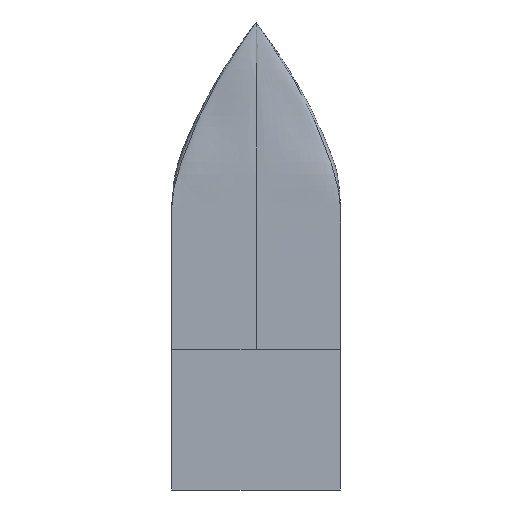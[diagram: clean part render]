
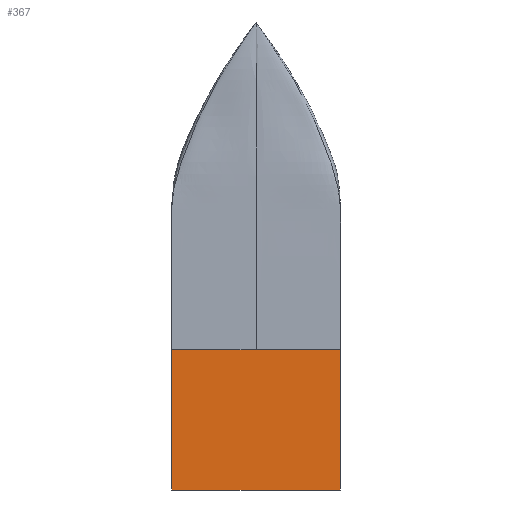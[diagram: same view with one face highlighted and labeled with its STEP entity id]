
A CAD part, top view. The second image highlights one B-rep face of the part: STEP entity #367.
In plain terms, the highlighted planar face has unit normal (0, 0, 1).
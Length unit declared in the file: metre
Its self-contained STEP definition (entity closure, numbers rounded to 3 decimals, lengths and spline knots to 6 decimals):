
#21=PLANE('',#386);
#26=LINE('',#2158,#46);
#27=LINE('',#2160,#47);
#36=LINE('',#2188,#56);
#40=LINE('',#4158,#60);
#41=LINE('',#4859,#61);
#42=LINE('',#9167,#62);
#46=VECTOR('',#392,0.01);
#47=VECTOR('',#393,0.01);
#56=VECTOR('',#408,0.01);
#60=VECTOR('',#412,0.01);
#61=VECTOR('',#413,0.01);
#62=VECTOR('',#416,0.01);
#81=FACE_OUTER_BOUND('',#102,.T.);
#102=EDGE_LOOP('',(#330,#331,#332,#333,#334,#335));
#138=VERTEX_POINT('',#1197);
#153=VERTEX_POINT('',#2131);
#155=VERTEX_POINT('',#2159);
#161=VERTEX_POINT('',#2187);
#165=VERTEX_POINT('',#3376);
#167=VERTEX_POINT('',#4122);
#193=EDGE_CURVE('',#138,#153,#26,.T.);
#194=EDGE_CURVE('',#155,#138,#27,.T.);
#204=EDGE_CURVE('',#155,#161,#36,.T.);
#213=EDGE_CURVE('',#167,#165,#40,.T.);
#214=EDGE_CURVE('',#161,#167,#41,.T.);
#225=EDGE_CURVE('',#153,#165,#42,.T.);
#330=ORIENTED_EDGE('',*,*,#194,.T.);
#331=ORIENTED_EDGE('',*,*,#193,.T.);
#332=ORIENTED_EDGE('',*,*,#225,.T.);
#333=ORIENTED_EDGE('',*,*,#213,.F.);
#334=ORIENTED_EDGE('',*,*,#214,.F.);
#335=ORIENTED_EDGE('',*,*,#204,.F.);
#367=ADVANCED_FACE('',(#81),#21,.T.);
#386=AXIS2_PLACEMENT_3D('',#9168,#417,#418);
#392=DIRECTION('',(1.,0.,0.));
#393=DIRECTION('',(1.,0.,0.));
#408=DIRECTION('',(0.,1.,0.));
#412=DIRECTION('',(1.,0.,0.));
#413=DIRECTION('',(1.,0.,0.));
#416=DIRECTION('',(0.,1.,0.));
#417=DIRECTION('center_axis',(0.,0.,1.));
#418=DIRECTION('ref_axis',(1.,0.,0.));
#1197=CARTESIAN_POINT('',(0.,-5.,0.55));
#2131=CARTESIAN_POINT('',(0.9,-5.,0.55));
#2158=CARTESIAN_POINT('',(-0.9,-5.,0.55));
#2159=CARTESIAN_POINT('',(-0.9,-5.,0.55));
#2160=CARTESIAN_POINT('',(-0.9,-5.,0.55));
#2187=CARTESIAN_POINT('',(-0.9,-3.5,0.55));
#2188=CARTESIAN_POINT('',(-0.9,-5.,0.55));
#3376=CARTESIAN_POINT('',(0.9,-3.5,0.55));
#4122=CARTESIAN_POINT('',(0.,-3.5,0.55));
#4158=CARTESIAN_POINT('',(-0.9,-3.5,0.55));
#4859=CARTESIAN_POINT('',(-0.9,-3.5,0.55));
#9167=CARTESIAN_POINT('',(0.9,-5.,0.55));
#9168=CARTESIAN_POINT('Origin',(-0.9,-5.,0.55));
